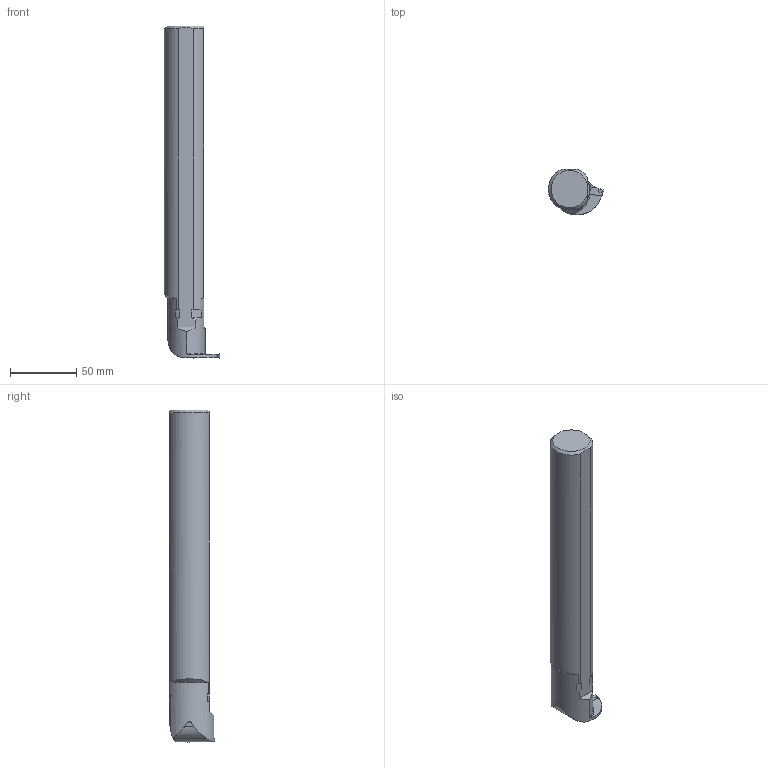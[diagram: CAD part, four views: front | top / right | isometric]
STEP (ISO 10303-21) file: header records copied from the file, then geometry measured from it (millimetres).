
FILE_DESCRIPTION(/* description */ (''),/* implementation_level */ '2;1');
FILE_NAME(/* name */ '1553663785390.stp',/* time_stamp */ '2019-03-27T10:46:55+05:00',/* author */ (''),/* organization */ ('SMS'),/* preprocessor_version */ 'ST-DEVELOPER v15',/* originating_system */ 'SIEMENS PLM Software NX 8.5',/* authorisation */ '');
FILE_SCHEMA (('AUTOMOTIVE_DESIGN { 1 0 10303 214 3 1 1 1 }'));
Length unit declared in the file: millimetre
Products named in the file (4): ASSEMBLY_CONSTRUCTION; 201539465mod000_00; 201701095mod000_00; 201701093mod000_00
Assembly tree (3 placements, depth 2):
  201701093mod000_00
    201701095mod000_00
    201539465mod000_00
    ASSEMBLY_CONSTRUCTION
Bounding box: 41.5 x 34 x 250.02 mm (x, y, z)
Volume: 186696.5 mm3; surface area: 26521.6 mm2
Topology: 2 solids, 2 shells, 73 faces, 208 edges, 145 vertices
Faces by surface type: plane 35, cylinder 15, bspline 12, cone 10, torus 1
Entity records: 2921 total; most frequent: CARTESIAN_POINT 988, ORIENTED_EDGE 414, DIRECTION 318, EDGE_CURVE 207, VERTEX_POINT 138, AXIS2_PLACEMENT_3D 111, LINE 96, VECTOR 96
